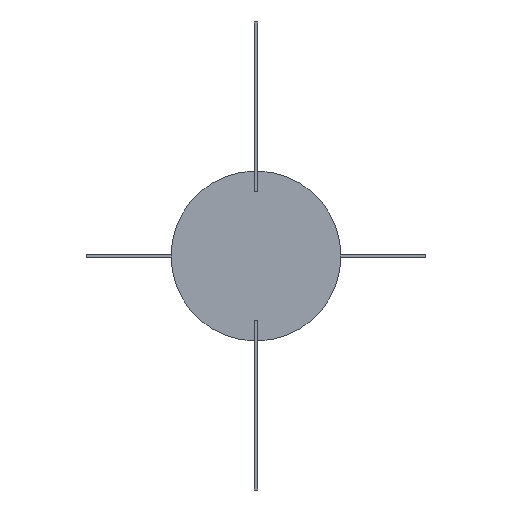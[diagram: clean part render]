
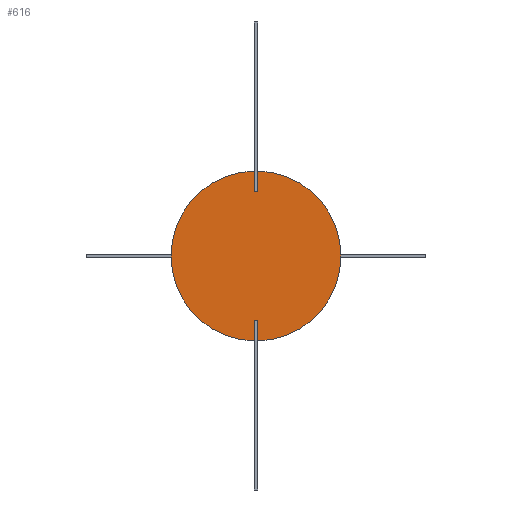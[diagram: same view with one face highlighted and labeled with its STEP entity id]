
A CAD part, front view. The second image highlights one B-rep face of the part: STEP entity #616.
In plain terms, the highlighted planar face has unit normal (0, -1, 0).
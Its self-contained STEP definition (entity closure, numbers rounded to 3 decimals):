
#20=CIRCLE('',#675,50.);
#23=CIRCLE('',#680,50.);
#49=FACE_OUTER_BOUND('',#85,.T.);
#85=EDGE_LOOP('',(#486,#487,#488,#489,#490,#491,#492,#493));
#144=LINE('',#966,#222);
#145=LINE('',#968,#223);
#146=LINE('',#969,#224);
#147=LINE('',#971,#225);
#148=LINE('',#973,#226);
#149=LINE('',#974,#227);
#222=VECTOR('',#794,10.);
#223=VECTOR('',#795,10.);
#224=VECTOR('',#796,10.);
#225=VECTOR('',#797,10.);
#226=VECTOR('',#798,10.);
#227=VECTOR('',#799,10.);
#283=VERTEX_POINT('',#937);
#284=VERTEX_POINT('',#939);
#292=VERTEX_POINT('',#959);
#293=VERTEX_POINT('',#961);
#294=VERTEX_POINT('',#965);
#295=VERTEX_POINT('',#967);
#296=VERTEX_POINT('',#970);
#297=VERTEX_POINT('',#972);
#351=EDGE_CURVE('',#284,#283,#20,.T.);
#363=EDGE_CURVE('',#292,#293,#23,.T.);
#364=EDGE_CURVE('',#283,#294,#144,.T.);
#365=EDGE_CURVE('',#294,#295,#145,.T.);
#366=EDGE_CURVE('',#295,#292,#146,.T.);
#367=EDGE_CURVE('',#293,#296,#147,.T.);
#368=EDGE_CURVE('',#296,#297,#148,.T.);
#369=EDGE_CURVE('',#297,#284,#149,.T.);
#486=ORIENTED_EDGE('',*,*,#364,.T.);
#487=ORIENTED_EDGE('',*,*,#365,.T.);
#488=ORIENTED_EDGE('',*,*,#366,.T.);
#489=ORIENTED_EDGE('',*,*,#363,.T.);
#490=ORIENTED_EDGE('',*,*,#367,.T.);
#491=ORIENTED_EDGE('',*,*,#368,.T.);
#492=ORIENTED_EDGE('',*,*,#369,.T.);
#493=ORIENTED_EDGE('',*,*,#351,.T.);
#582=PLANE('',#681);
#616=ADVANCED_FACE('',(#49),#582,.T.);
#675=AXIS2_PLACEMENT_3D('',#940,#771,#772);
#680=AXIS2_PLACEMENT_3D('',#963,#790,#791);
#681=AXIS2_PLACEMENT_3D('',#964,#792,#793);
#771=DIRECTION('center_axis',(0.,-1.,0.));
#772=DIRECTION('ref_axis',(1.,0.,0.));
#790=DIRECTION('center_axis',(0.,-1.,0.));
#791=DIRECTION('ref_axis',(1.,0.,0.));
#792=DIRECTION('center_axis',(0.,-1.,0.));
#793=DIRECTION('ref_axis',(0.,0.,-1.));
#794=DIRECTION('',(0.,0.,-1.));
#795=DIRECTION('',(-1.,0.,0.));
#796=DIRECTION('',(0.,0.,1.));
#797=DIRECTION('',(0.,0.,1.));
#798=DIRECTION('',(1.,0.,0.));
#799=DIRECTION('',(0.,0.,-1.));
#937=CARTESIAN_POINT('',(1.,-4.,49.99));
#939=CARTESIAN_POINT('',(1.,-4.,-49.99));
#940=CARTESIAN_POINT('Origin',(0.,-4.,0.));
#959=CARTESIAN_POINT('',(-1.,-4.,49.99));
#961=CARTESIAN_POINT('',(-1.,-4.,-49.99));
#963=CARTESIAN_POINT('Origin',(0.,-4.,0.));
#964=CARTESIAN_POINT('Origin',(0.,-4.,0.));
#965=CARTESIAN_POINT('',(1.,-4.,37.7));
#966=CARTESIAN_POINT('',(1.,-4.,43.85));
#967=CARTESIAN_POINT('',(-1.,-4.,37.7));
#968=CARTESIAN_POINT('',(0.,-4.,37.7));
#969=CARTESIAN_POINT('',(-1.,-4.,43.85));
#970=CARTESIAN_POINT('',(-1.,-4.,-37.7));
#971=CARTESIAN_POINT('',(-1.,-4.,-43.85));
#972=CARTESIAN_POINT('',(1.,-4.,-37.7));
#973=CARTESIAN_POINT('',(0.,-4.,-37.7));
#974=CARTESIAN_POINT('',(1.,-4.,-43.85));
